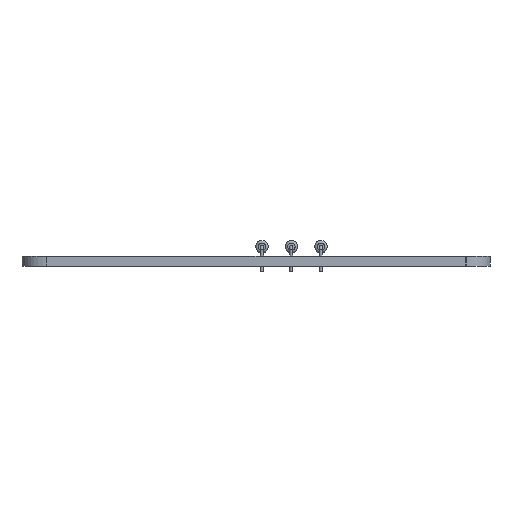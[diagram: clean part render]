
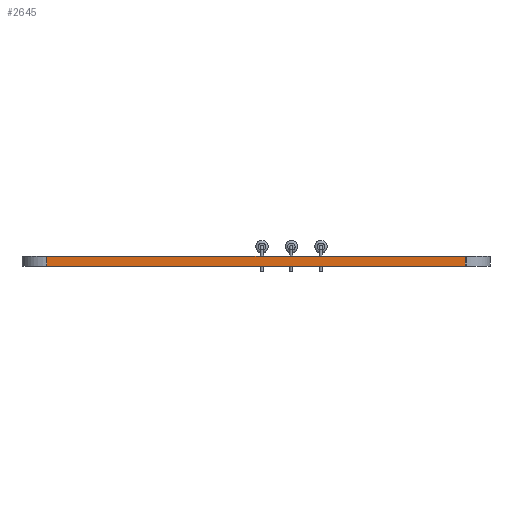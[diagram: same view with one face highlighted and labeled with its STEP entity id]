
A CAD part, front view. The second image highlights one B-rep face of the part: STEP entity #2645.
In plain terms, the highlighted planar face has unit normal (-0.001, -1, 0).
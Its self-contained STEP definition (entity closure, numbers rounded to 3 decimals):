
#612 = VERTEX_POINT('',#613);
#613 = CARTESIAN_POINT('',(105.828,-119.922,0.));
#620 = EDGE_CURVE('',#621,#612,#623,.T.);
#621 = VERTEX_POINT('',#622);
#622 = CARTESIAN_POINT('',(173.25,-120.,0.));
#623 = LINE('',#624,#625);
#624 = CARTESIAN_POINT('',(173.25,-120.,0.));
#625 = VECTOR('',#626,1.);
#626 = DIRECTION('',(-1.,0.001,0.));
#1585 = VERTEX_POINT('',#1586);
#1586 = CARTESIAN_POINT('',(105.828,-119.922,1.6));
#1593 = EDGE_CURVE('',#1594,#1585,#1596,.T.);
#1594 = VERTEX_POINT('',#1595);
#1595 = CARTESIAN_POINT('',(173.25,-120.,1.6));
#1596 = LINE('',#1597,#1598);
#1597 = CARTESIAN_POINT('',(173.25,-120.,1.6));
#1598 = VECTOR('',#1599,1.);
#1599 = DIRECTION('',(-1.,0.001,0.));
#2617 = EDGE_CURVE('',#621,#1594,#2618,.T.);
#2618 = LINE('',#2619,#2620);
#2619 = CARTESIAN_POINT('',(173.25,-120.,0.));
#2620 = VECTOR('',#2621,1.);
#2621 = DIRECTION('',(0.,0.,1.));
#2632 = EDGE_CURVE('',#612,#1585,#2633,.T.);
#2633 = LINE('',#2634,#2635);
#2634 = CARTESIAN_POINT('',(105.828,-119.922,0.));
#2635 = VECTOR('',#2636,1.);
#2636 = DIRECTION('',(0.,0.,1.));
#2645 = ADVANCED_FACE('',(#2646),#2652,.T.);
#2646 = FACE_BOUND('',#2647,.T.);
#2647 = EDGE_LOOP('',(#2648,#2649,#2650,#2651));
#2648 = ORIENTED_EDGE('',*,*,#2617,.T.);
#2649 = ORIENTED_EDGE('',*,*,#1593,.T.);
#2650 = ORIENTED_EDGE('',*,*,#2632,.F.);
#2651 = ORIENTED_EDGE('',*,*,#620,.F.);
#2652 = PLANE('',#2653);
#2653 = AXIS2_PLACEMENT_3D('',#2654,#2655,#2656);
#2654 = CARTESIAN_POINT('',(173.25,-120.,0.));
#2655 = DIRECTION('',(-0.001,-1.,0.));
#2656 = DIRECTION('',(-1.,0.001,0.));
